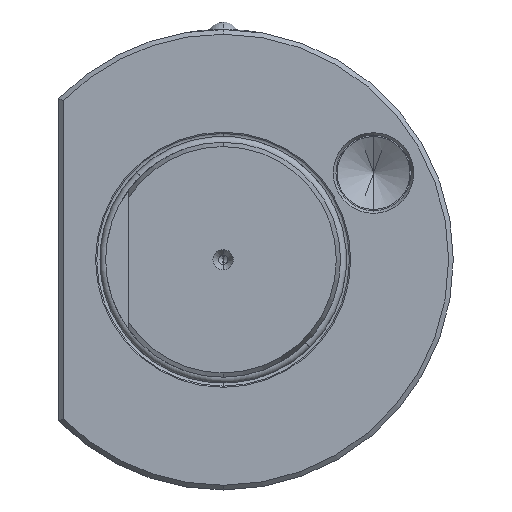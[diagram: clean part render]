
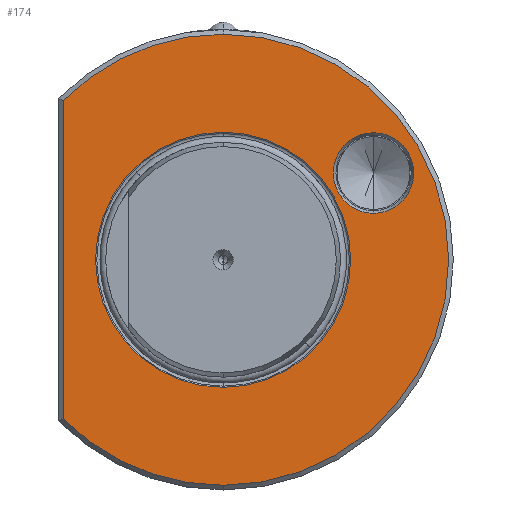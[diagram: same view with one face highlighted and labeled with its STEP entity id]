
A CAD part, left-side view. The second image highlights one B-rep face of the part: STEP entity #174.
In plain terms, the highlighted planar face has unit normal (-1, 0, 0).
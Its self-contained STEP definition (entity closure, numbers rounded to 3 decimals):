
#174 = ADVANCED_FACE ( 'NONE', ( #38473, #38405, #38455 ), #18990, .F. ) ;
#417 = VERTEX_POINT ( 'NONE', #1931 ) ;
#425 = VERTEX_POINT ( 'NONE', #1905 ) ;
#443 = VERTEX_POINT ( 'NONE', #1999 ) ;
#467 = VERTEX_POINT ( 'NONE', #2131 ) ;
#733 = DIRECTION ( 'NONE',  ( 1., 0., 0. ) ) ;
#741 = DIRECTION ( 'NONE',  ( 0., 0., -1. ) ) ;
#764 = CARTESIAN_POINT ( 'NONE',  ( 2., 0., 0. ) ) ;
#1905 = CARTESIAN_POINT ( 'NONE',  ( 2., 0., 48. ) ) ;
#1931 = CARTESIAN_POINT ( 'NONE',  ( 2., 0., -48. ) ) ;
#1999 = CARTESIAN_POINT ( 'NONE',  ( 2., 34., 33.882 ) ) ;
#2131 = CARTESIAN_POINT ( 'NONE',  ( 2., 0., 27.15 ) ) ;
#3821 = DIRECTION ( 'NONE',  ( 0., 0., -1. ) ) ;
#3905 = DIRECTION ( 'NONE',  ( 1., 0., 0. ) ) ;
#3931 = CARTESIAN_POINT ( 'NONE',  ( 2., -32.01, 18.46 ) ) ;
#5505 = CIRCLE ( 'NONE', #21999, 48. ) ;
#5686 = CIRCLE ( 'NONE', #22012, 27.15 ) ;
#5724 = LINE ( 'NONE', #54257, #5740 ) ;
#5740 = VECTOR ( 'NONE', #54194, 1000. ) ;
#5789 = CIRCLE ( 'NONE', #22002, 8.577 ) ;
#6072 = CIRCLE ( 'NONE', #22071, 8.577 ) ;
#8969 = EDGE_CURVE ( 'NONE', #467, #21267, #39744, .T. ) ;
#11933 = CARTESIAN_POINT ( 'NONE',  ( 2., 0., 0. ) ) ;
#11935 = DIRECTION ( 'NONE',  ( 1., 0., 0. ) ) ;
#11950 = DIRECTION ( 'NONE',  ( 0., 0., -1. ) ) ;
#12324 = DIRECTION ( 'NONE',  ( 1., 0., 0. ) ) ;
#12380 = DIRECTION ( 'NONE',  ( 0., 0., -1. ) ) ;
#12390 = CARTESIAN_POINT ( 'NONE',  ( 2., 0., 0. ) ) ;
#18968 = CARTESIAN_POINT ( 'NONE',  ( 2., 25., 0. ) ) ;
#18980 = DIRECTION ( 'NONE',  ( 1., 0., 0. ) ) ;
#18990 = PLANE ( 'NONE',  #21456 ) ;
#18994 = DIRECTION ( 'NONE',  ( 0., 0., -1. ) ) ;
#21198 = VERTEX_POINT ( 'NONE', #30884 ) ;
#21221 = VERTEX_POINT ( 'NONE', #31110 ) ;
#21267 = VERTEX_POINT ( 'NONE', #31104 ) ;
#21456 = AXIS2_PLACEMENT_3D ( 'NONE', #18968, #18980, #18994 ) ;
#21631 = AXIS2_PLACEMENT_3D ( 'NONE', #764, #733, #741 ) ;
#21901 = AXIS2_PLACEMENT_3D ( 'NONE', #57175, #57166, #57145 ) ;
#21989 = AXIS2_PLACEMENT_3D ( 'NONE', #12390, #12324, #12380 ) ;
#21999 = AXIS2_PLACEMENT_3D ( 'NONE', #11933, #11935, #11950 ) ;
#22002 = AXIS2_PLACEMENT_3D ( 'NONE', #54282, #54286, #54281 ) ;
#22012 = AXIS2_PLACEMENT_3D ( 'NONE', #53867, #53837, #53896 ) ;
#22071 = AXIS2_PLACEMENT_3D ( 'NONE', #3931, #3905, #3821 ) ;
#30884 = CARTESIAN_POINT ( 'NONE',  ( 2., -32.01, 9.883 ) ) ;
#31104 = CARTESIAN_POINT ( 'NONE',  ( 2., 0., -27.15 ) ) ;
#31110 = CARTESIAN_POINT ( 'NONE',  ( 2., -32.01, 27.037 ) ) ;
#31703 = CARTESIAN_POINT ( 'NONE',  ( 2., 34., -33.882 ) ) ;
#38405 = FACE_BOUND ( 'NONE', #55884, .T. ) ;
#38455 = FACE_OUTER_BOUND ( 'NONE', #47268, .T. ) ;
#38473 = FACE_BOUND ( 'NONE', #47197, .T. ) ;
#39744 = CIRCLE ( 'NONE', #21631, 27.15 ) ;
#40184 = VERTEX_POINT ( 'NONE', #31703 ) ;
#47197 = EDGE_LOOP ( 'NONE', ( #59676, #59675 ) ) ;
#47268 = EDGE_LOOP ( 'NONE', ( #59684, #59706, #59656, #59705 ) ) ;
#53097 = CIRCLE ( 'NONE', #21901, 48. ) ;
#53837 = DIRECTION ( 'NONE',  ( 1., 0., 0. ) ) ;
#53867 = CARTESIAN_POINT ( 'NONE',  ( 2., 0., 0. ) ) ;
#53896 = DIRECTION ( 'NONE',  ( 0., 0., -1. ) ) ;
#54194 = DIRECTION ( 'NONE',  ( 0., 0., -1. ) ) ;
#54257 = CARTESIAN_POINT ( 'NONE',  ( 2., 34., -32.848 ) ) ;
#54281 = DIRECTION ( 'NONE',  ( 0., 0., -1. ) ) ;
#54282 = CARTESIAN_POINT ( 'NONE',  ( 2., -32.01, 18.46 ) ) ;
#54286 = DIRECTION ( 'NONE',  ( 1., 0., 0. ) ) ;
#54675 = CIRCLE ( 'NONE', #21989, 48. ) ;
#55031 = EDGE_CURVE ( 'NONE', #443, #425, #53097, .T. ) ;
#55334 = EDGE_CURVE ( 'NONE', #425, #417, #54675, .T. ) ;
#55576 = EDGE_CURVE ( 'NONE', #417, #40184, #5505, .T. ) ;
#55639 = EDGE_CURVE ( 'NONE', #21267, #467, #5686, .T. ) ;
#55655 = EDGE_CURVE ( 'NONE', #443, #40184, #5724, .T. ) ;
#55659 = EDGE_CURVE ( 'NONE', #21198, #21221, #5789, .T. ) ;
#55812 = EDGE_CURVE ( 'NONE', #21221, #21198, #6072, .T. ) ;
#55884 = EDGE_LOOP ( 'NONE', ( #59615, #59655 ) ) ;
#57145 = DIRECTION ( 'NONE',  ( 0., 0., -1. ) ) ;
#57166 = DIRECTION ( 'NONE',  ( 1., 0., 0. ) ) ;
#57175 = CARTESIAN_POINT ( 'NONE',  ( 2., 0., 0. ) ) ;
#59615 = ORIENTED_EDGE ( 'NONE', *, *, #55812, .T. ) ;
#59655 = ORIENTED_EDGE ( 'NONE', *, *, #55659, .T. ) ;
#59656 = ORIENTED_EDGE ( 'NONE', *, *, #55576, .F. ) ;
#59675 = ORIENTED_EDGE ( 'NONE', *, *, #55639, .T. ) ;
#59676 = ORIENTED_EDGE ( 'NONE', *, *, #8969, .T. ) ;
#59684 = ORIENTED_EDGE ( 'NONE', *, *, #55031, .F. ) ;
#59705 = ORIENTED_EDGE ( 'NONE', *, *, #55334, .F. ) ;
#59706 = ORIENTED_EDGE ( 'NONE', *, *, #55655, .T. ) ;
